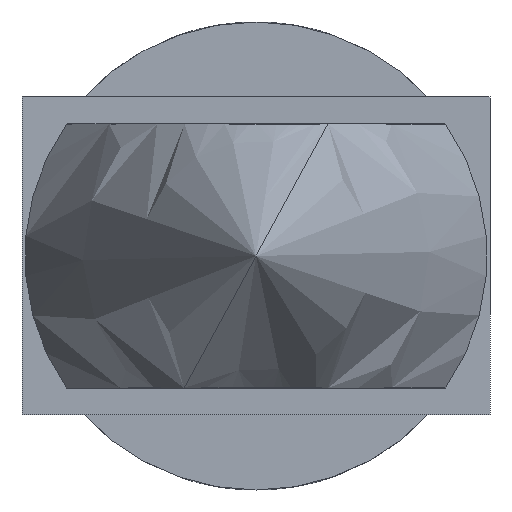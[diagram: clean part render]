
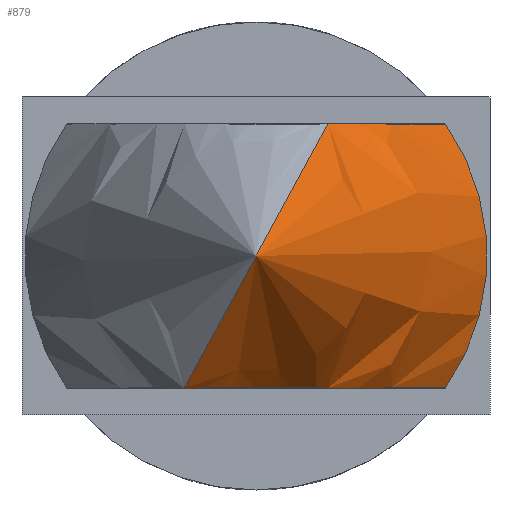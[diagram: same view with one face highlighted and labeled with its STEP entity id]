
A CAD part, front view. The second image highlights one B-rep face of the part: STEP entity #879.
In plain terms, the highlighted conical face has half-angle 26.565 degrees and reference radius 0 mm.
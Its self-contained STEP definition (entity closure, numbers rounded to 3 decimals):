
#794=CARTESIAN_POINT('Axis2P3D Location',(0.,0.,0.)) ;
#799=CARTESIAN_POINT('Axis2P3D Location',(0.,77.,0.)) ;
#803=CARTESIAN_POINT('Vertex',(31.595,77.,22.)) ;
#805=CARTESIAN_POINT('Vertex',(31.595,77.,-22.)) ;
#809=CARTESIAN_POINT('Control Point',(12.019,50.138,22.)) ;
#810=CARTESIAN_POINT('Control Point',(13.423,51.484,22.)) ;
#811=CARTESIAN_POINT('Control Point',(14.747,52.905,22.)) ;
#812=CARTESIAN_POINT('Control Point',(16.012,54.367,22.)) ;
#813=CARTESIAN_POINT('Control Point',(18.188,57.032,22.)) ;
#814=CARTESIAN_POINT('Control Point',(20.244,59.771,22.)) ;
#815=CARTESIAN_POINT('Control Point',(21.128,60.985,22.)) ;
#816=CARTESIAN_POINT('Control Point',(23.875,64.856,22.)) ;
#817=CARTESIAN_POINT('Control Point',(26.482,68.802,22.)) ;
#818=CARTESIAN_POINT('Control Point',(28.22,71.52,22.)) ;
#819=CARTESIAN_POINT('Control Point',(29.922,74.254,22.)) ;
#820=CARTESIAN_POINT('Control Point',(31.595,77.,22.)) ;
#821=CARTESIAN_POINT('Vertex',(12.019,50.138,22.)) ;
#824=CARTESIAN_POINT('Line Origine',(9.229,38.5,16.893)) ;
#828=CARTESIAN_POINT('Vertex',(0.,0.,0.)) ;
#831=CARTESIAN_POINT('Line Origine',(-9.229,38.5,-16.893)) ;
#835=CARTESIAN_POINT('Vertex',(-12.019,50.138,-22.)) ;
#839=CARTESIAN_POINT('Control Point',(-12.019,50.138,-22.)) ;
#840=CARTESIAN_POINT('Control Point',(-10.852,49.019,-22.)) ;
#841=CARTESIAN_POINT('Control Point',(-9.629,47.951,-22.)) ;
#842=CARTESIAN_POINT('Control Point',(-8.335,46.95,-22.)) ;
#843=CARTESIAN_POINT('Control Point',(-5.733,45.266,-22.)) ;
#844=CARTESIAN_POINT('Control Point',(-2.79,44.223,-22.)) ;
#845=CARTESIAN_POINT('Control Point',(-1.335,43.929,-22.)) ;
#846=CARTESIAN_POINT('Control Point',(1.502,43.886,-22.)) ;
#847=CARTESIAN_POINT('Control Point',(4.209,44.689,-22.)) ;
#848=CARTESIAN_POINT('Control Point',(5.437,45.238,-22.)) ;
#849=CARTESIAN_POINT('Control Point',(7.586,46.443,-22.)) ;
#850=CARTESIAN_POINT('Control Point',(9.535,47.914,-22.)) ;
#851=CARTESIAN_POINT('Control Point',(10.392,48.627,-22.)) ;
#852=CARTESIAN_POINT('Control Point',(11.219,49.371,-22.)) ;
#853=CARTESIAN_POINT('Control Point',(12.019,50.138,-22.)) ;
#854=CARTESIAN_POINT('Vertex',(12.019,50.138,-22.)) ;
#858=CARTESIAN_POINT('Control Point',(12.019,50.138,-22.)) ;
#859=CARTESIAN_POINT('Control Point',(13.423,51.484,-22.)) ;
#860=CARTESIAN_POINT('Control Point',(14.747,52.905,-22.)) ;
#861=CARTESIAN_POINT('Control Point',(16.012,54.367,-22.)) ;
#862=CARTESIAN_POINT('Control Point',(18.188,57.032,-22.)) ;
#863=CARTESIAN_POINT('Control Point',(20.244,59.771,-22.)) ;
#864=CARTESIAN_POINT('Control Point',(21.128,60.985,-22.)) ;
#865=CARTESIAN_POINT('Control Point',(23.875,64.856,-22.)) ;
#866=CARTESIAN_POINT('Control Point',(26.482,68.802,-22.)) ;
#867=CARTESIAN_POINT('Control Point',(28.22,71.52,-22.)) ;
#868=CARTESIAN_POINT('Control Point',(29.922,74.254,-22.)) ;
#869=CARTESIAN_POINT('Control Point',(31.595,77.,-22.)) ;
#795=DIRECTION('Axis2P3D Direction',(0.,1.,0.)) ;
#796=DIRECTION('Axis2P3D XDirection',(-0.479,0.,-0.878)) ;
#800=DIRECTION('Axis2P3D Direction',(0.,1.,0.)) ;
#825=DIRECTION('Vector Direction',(0.214,0.894,0.392)) ;
#832=DIRECTION('Vector Direction',(-0.214,0.894,-0.392)) ;
#797=AXIS2_PLACEMENT_3D('Cone Axis2P3D',#794,#795,#796) ;
#801=AXIS2_PLACEMENT_3D('Circle Axis2P3D',#799,#800,$) ;
#872=ORIENTED_EDGE('',*,*,#807,.F.) ;
#873=ORIENTED_EDGE('',*,*,#823,.F.) ;
#874=ORIENTED_EDGE('',*,*,#830,.T.) ;
#875=ORIENTED_EDGE('',*,*,#837,.F.) ;
#876=ORIENTED_EDGE('',*,*,#856,.T.) ;
#877=ORIENTED_EDGE('',*,*,#870,.T.) ;
#826=VECTOR('Line Direction',#825,1.) ;
#833=VECTOR('Line Direction',#832,1.) ;
#879=ADVANCED_FACE('Corps principal',(#878),#798,.T.) ;
#808=B_SPLINE_CURVE_WITH_KNOTS('',5,(#809,#810,#811,#812,#813,#814,#815,#816,#817,#818,#819,#820),.UNSPECIFIED.,.F.,.U.,(6,3,3,6),(82.937,96.117,106.444,128.801),.UNSPECIFIED.) ;
#838=B_SPLINE_CURVE_WITH_KNOTS('',5,(#839,#840,#841,#842,#843,#844,#845,#846,#847,#848,#849,#850,#851,#852,#853),.UNSPECIFIED.,.F.,.U.,(6,3,3,3,6),(0.,13.203,24.79,35.476,44.53),.UNSPECIFIED.) ;
#857=B_SPLINE_CURVE_WITH_KNOTS('',5,(#858,#859,#860,#861,#862,#863,#864,#865,#866,#867,#868,#869),.UNSPECIFIED.,.F.,.U.,(6,3,3,6),(82.937,96.117,106.444,128.801),.UNSPECIFIED.) ;
#802=CIRCLE('generated circle',#801,38.5) ;
#798=CONICAL_SURFACE('Cone',#797,0.,0.464) ;
#807=EDGE_CURVE('',#804,#806,#802,.T.) ;
#823=EDGE_CURVE('',#822,#804,#808,.T.) ;
#830=EDGE_CURVE('',#822,#829,#827,.F.) ;
#837=EDGE_CURVE('',#836,#829,#834,.F.) ;
#856=EDGE_CURVE('',#836,#855,#838,.T.) ;
#870=EDGE_CURVE('',#855,#806,#857,.T.) ;
#871=EDGE_LOOP('',(#872,#873,#874,#875,#876,#877)) ;
#878=FACE_OUTER_BOUND('',#871,.T.) ;
#827=LINE('Line',#824,#826) ;
#834=LINE('Line',#831,#833) ;
#804=VERTEX_POINT('',#803) ;
#806=VERTEX_POINT('',#805) ;
#822=VERTEX_POINT('',#821) ;
#829=VERTEX_POINT('',#828) ;
#836=VERTEX_POINT('',#835) ;
#855=VERTEX_POINT('',#854) ;
